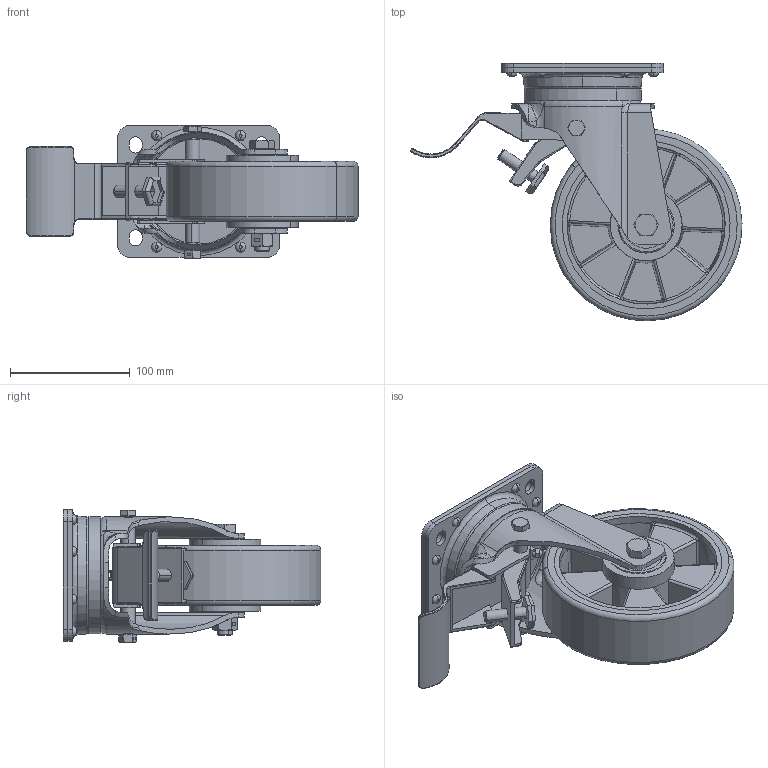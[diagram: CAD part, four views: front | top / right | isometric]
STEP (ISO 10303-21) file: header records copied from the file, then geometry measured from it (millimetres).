
FILE_DESCRIPTION (( 'STEP AP214' ), '1' );
FILE_NAME ('0036615.step', '2023-01-20T10:27:47', ( '' ), ( '' ), 'SwSTEP 2.0', 'SolidWorks 2020', '' );
FILE_SCHEMA (( 'AUTOMOTIVE_DESIGN' ));
Length unit declared in the file: millimetre
Products named in the file (1): 0036615
Bounding box: 277.02 x 214.99 x 111 mm (x, y, z)
Surface area: 276475.2 mm2 (no closed solid volume)
Topology: 0 solids, 23 shells, 632 faces, 1744 edges, 1143 vertices
Faces by surface type: plane 214, cylinder 203, bspline 79, torus 76, cone 60
Entity records: 34562 total; most frequent: CARTESIAN_POINT 12306, DIRECTION 3123, ORIENTED_EDGE 3056, EDGE_CURVE 1744, AXIS2_PLACEMENT_3D 1248, VERTEX_POINT 1143, EDGE_LOOP 707, CIRCLE 694
